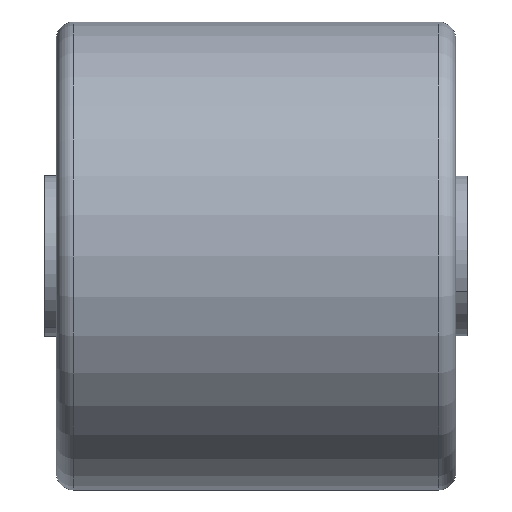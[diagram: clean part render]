
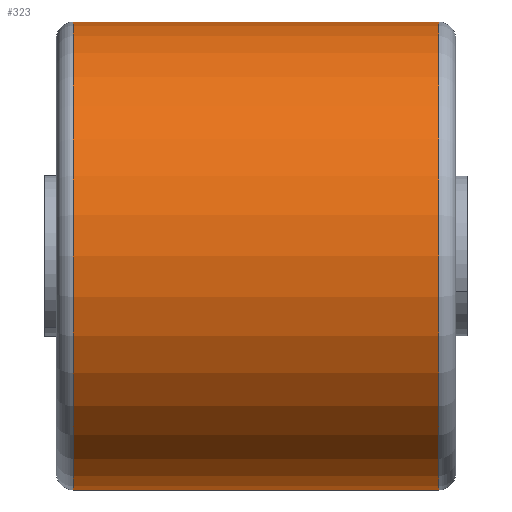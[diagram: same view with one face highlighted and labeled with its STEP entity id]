
A CAD part, front view. The second image highlights one B-rep face of the part: STEP entity #323.
In plain terms, the highlighted cylindrical face has radius 41 mm (diameter 82 mm), a partial arc.
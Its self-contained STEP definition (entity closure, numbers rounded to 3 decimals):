
#17 = VERTEX_POINT ( 'NONE', #1338 ) ;
#58 = DIRECTION ( 'NONE',  ( -1., 0., 0. ) ) ;
#66 = AXIS2_PLACEMENT_3D ( 'NONE', #2184, #467, #1821 ) ;
#173 = DIRECTION ( 'NONE',  ( 0., 0., -1. ) ) ;
#323 = ADVANCED_FACE ( 'NONE', ( #1259 ), #480, .T. ) ;
#344 = DIRECTION ( 'NONE',  ( 1., 0., 0. ) ) ;
#351 = EDGE_CURVE ( 'NONE', #843, #786, #669, .T. ) ;
#449 = DIRECTION ( 'NONE',  ( -1., 0., 0. ) ) ;
#460 = AXIS2_PLACEMENT_3D ( 'NONE', #1911, #344, #173 ) ;
#467 = DIRECTION ( 'NONE',  ( -1., 0., 0. ) ) ;
#480 = CYLINDRICAL_SURFACE ( 'NONE', #66, 41. ) ;
#669 = LINE ( 'NONE', #1201, #998 ) ;
#786 = VERTEX_POINT ( 'NONE', #1563 ) ;
#843 = VERTEX_POINT ( 'NONE', #1323 ) ;
#990 = LINE ( 'NONE', #992, #1965 ) ;
#992 = CARTESIAN_POINT ( 'NONE',  ( 0., 0., 41. ) ) ;
#998 = VECTOR ( 'NONE', #1029, 1000. ) ;
#1029 = DIRECTION ( 'NONE',  ( -1., 0., 0. ) ) ;
#1054 = ORIENTED_EDGE ( 'NONE', *, *, #1982, .T. ) ;
#1057 = EDGE_LOOP ( 'NONE', ( #1458, #1226, #1054, #1576 ) ) ;
#1201 = CARTESIAN_POINT ( 'NONE',  ( 0., 0., -41. ) ) ;
#1211 = CARTESIAN_POINT ( 'NONE',  ( 67., 0., 41. ) ) ;
#1226 = ORIENTED_EDGE ( 'NONE', *, *, #1551, .T. ) ;
#1259 = FACE_OUTER_BOUND ( 'NONE', #1057, .T. ) ;
#1323 = CARTESIAN_POINT ( 'NONE',  ( 67., 0., -41. ) ) ;
#1338 = CARTESIAN_POINT ( 'NONE',  ( 3., 0., 41. ) ) ;
#1340 = CIRCLE ( 'NONE', #1430, 41. ) ;
#1430 = AXIS2_PLACEMENT_3D ( 'NONE', #1935, #58, #1500 ) ;
#1458 = ORIENTED_EDGE ( 'NONE', *, *, #351, .F. ) ;
#1500 = DIRECTION ( 'NONE',  ( 0., 0., 1. ) ) ;
#1519 = VERTEX_POINT ( 'NONE', #1211 ) ;
#1551 = EDGE_CURVE ( 'NONE', #843, #1519, #1340, .T. ) ;
#1563 = CARTESIAN_POINT ( 'NONE',  ( 3., 0., -41. ) ) ;
#1576 = ORIENTED_EDGE ( 'NONE', *, *, #1733, .T. ) ;
#1733 = EDGE_CURVE ( 'NONE', #17, #786, #1819, .T. ) ;
#1819 = CIRCLE ( 'NONE', #460, 41. ) ;
#1821 = DIRECTION ( 'NONE',  ( 0., 0., 1. ) ) ;
#1911 = CARTESIAN_POINT ( 'NONE',  ( 3., 0., 0. ) ) ;
#1935 = CARTESIAN_POINT ( 'NONE',  ( 67., 0., 0. ) ) ;
#1965 = VECTOR ( 'NONE', #449, 1000. ) ;
#1982 = EDGE_CURVE ( 'NONE', #1519, #17, #990, .T. ) ;
#2184 = CARTESIAN_POINT ( 'NONE',  ( 0., 0., 0. ) ) ;
